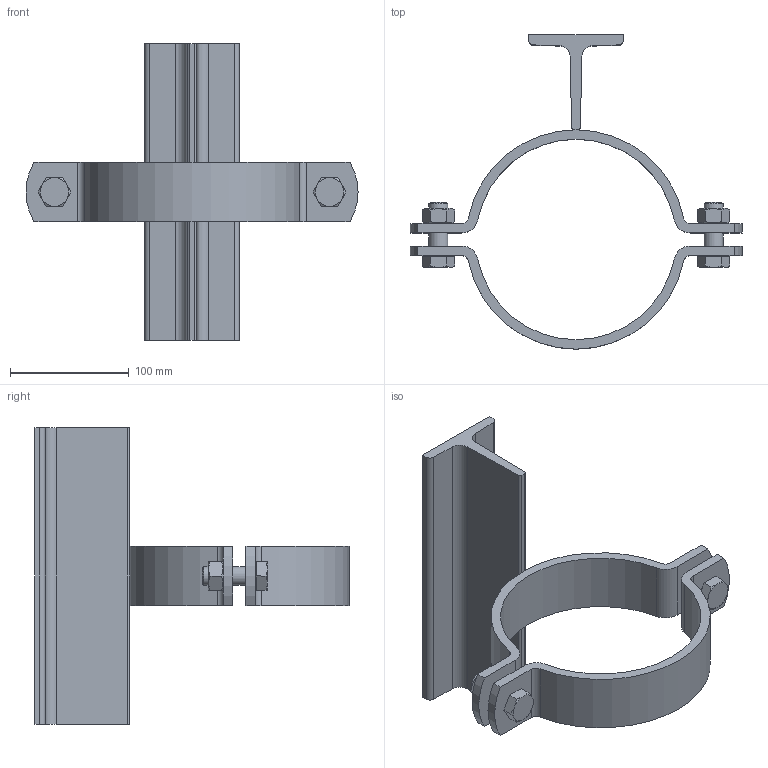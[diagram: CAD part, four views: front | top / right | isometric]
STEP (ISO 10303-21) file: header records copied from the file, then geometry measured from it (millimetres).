
FILE_DESCRIPTION((''),'2;1');
FILE_NAME('116862.stp','2010-03-26T10:13:49',('DMK009'),(''),'Autodesk Inventor 2010','Autodesk Inventor 2010','');
FILE_SCHEMA(('AUTOMOTIVE_DESIGN { 1 0 10303 214 1 1 1 1 }'));
Length unit declared in the file: millimetre
Products named in the file (1): 116862
Bounding box: 280 x 265 x 250 mm (x, y, z)
Volume: 649656.4 mm3; surface area: 170347.1 mm2
Topology: 1 solids, 1 shells, 117 faces, 280 edges, 180 vertices
Faces by surface type: plane 58, cylinder 31, cone 24, bspline 4
Full cylindrical faces by diameter (mm): 14.917 x2, 16 x4, 18 x2, 22 x2
Entity records: 3359 total; most frequent: CARTESIAN_POINT 702, DIRECTION 520, ORIENTED_EDGE 496, EDGE_CURVE 248, AXIS2_PLACEMENT_3D 206, VERTEX_POINT 172, EDGE_LOOP 158, STYLED_ITEM 118
